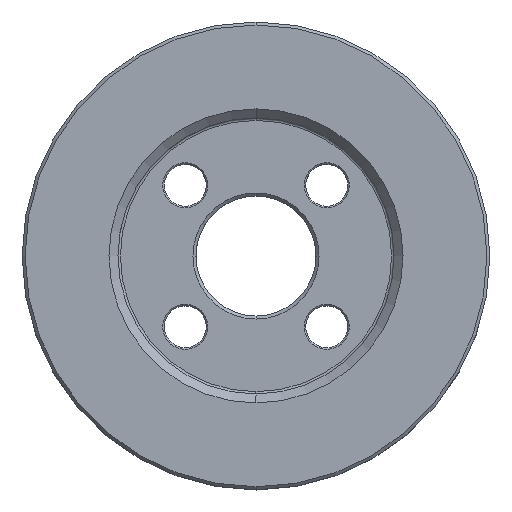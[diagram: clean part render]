
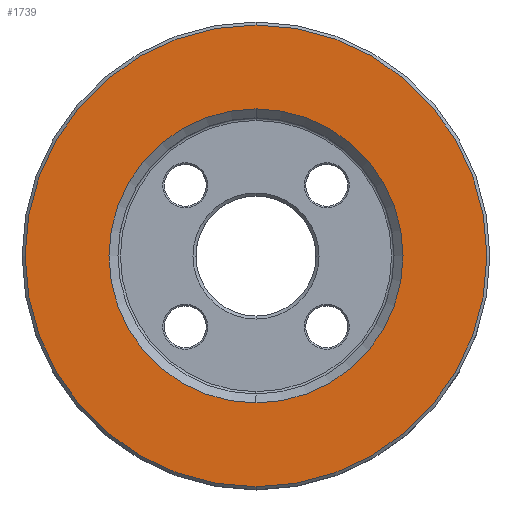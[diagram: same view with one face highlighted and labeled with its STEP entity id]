
A CAD part, top view. The second image highlights one B-rep face of the part: STEP entity #1739.
In plain terms, the highlighted planar face has unit normal (0, 0, 1).
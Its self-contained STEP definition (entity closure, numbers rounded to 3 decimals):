
#502=CARTESIAN_POINT('',(0.,0.,58.));
#503=DIRECTION('',(0.,0.,1.));
#504=DIRECTION('',(0.,1.,0.));
#505=AXIS2_PLACEMENT_3D('',#502,#503,#504);
#507=CARTESIAN_POINT('',(0.,0.,58.));
#508=DIRECTION('',(0.,0.,-1.));
#509=DIRECTION('',(0.,1.,0.));
#510=AXIS2_PLACEMENT_3D('',#507,#508,#509);
#512=CARTESIAN_POINT('',(0.,0.,58.));
#513=DIRECTION('',(0.,0.,-1.));
#514=DIRECTION('',(0.,1.,0.));
#515=AXIS2_PLACEMENT_3D('',#512,#513,#514);
#517=CARTESIAN_POINT('',(0.,0.,58.));
#518=DIRECTION('',(0.,0.,-1.));
#519=DIRECTION('',(0.,-1.,0.));
#520=AXIS2_PLACEMENT_3D('',#517,#518,#519);
#944=CARTESIAN_POINT('',(0.,76.95,58.));
#945=VERTEX_POINT('',#944);
#946=CARTESIAN_POINT('',(0.,-76.95,58.));
#947=VERTEX_POINT('',#946);
#1096=CARTESIAN_POINT('',(0.,49.,
58.));
#1097=CARTESIAN_POINT('',(0.,-49.,
58.));
#1098=VERTEX_POINT('',#1096);
#1099=VERTEX_POINT('',#1097);
#1724=CARTESIAN_POINT('',(0.,0.,58.));
#1725=DIRECTION('',(0.,0.,-1.));
#1726=DIRECTION('',(0.,-1.,0.));
#1727=AXIS2_PLACEMENT_3D('',#1724,#1725,#1726);
#1728=PLANE('',#1727);
#1729=ORIENTED_EDGE('',*,*,#1703,.F.);
#1730=ORIENTED_EDGE('',*,*,#1719,.T.);
#1731=EDGE_LOOP('',(#1729,#1730));
#1732=FACE_OUTER_BOUND('',#1731,.F.);
#1734=ORIENTED_EDGE('',*,*,#1733,.F.);
#1736=ORIENTED_EDGE('',*,*,#1735,.F.);
#1737=EDGE_LOOP('',(#1734,#1736));
#1738=FACE_BOUND('',#1737,.F.);
#1739=ADVANCED_FACE('',(#1732,#1738),#1728,.F.);
#506=CIRCLE('',#505,76.95);
#511=CIRCLE('',#510,76.95);
#516=CIRCLE('',#515,49.);
#521=CIRCLE('',#520,49.);
#1703=EDGE_CURVE('',#945,#947,#506,.T.);
#1719=EDGE_CURVE('',#945,#947,#511,.T.);
#1733=EDGE_CURVE('',#1098,#1099,#516,.T.);
#1735=EDGE_CURVE('',#1099,#1098,#521,.T.);
